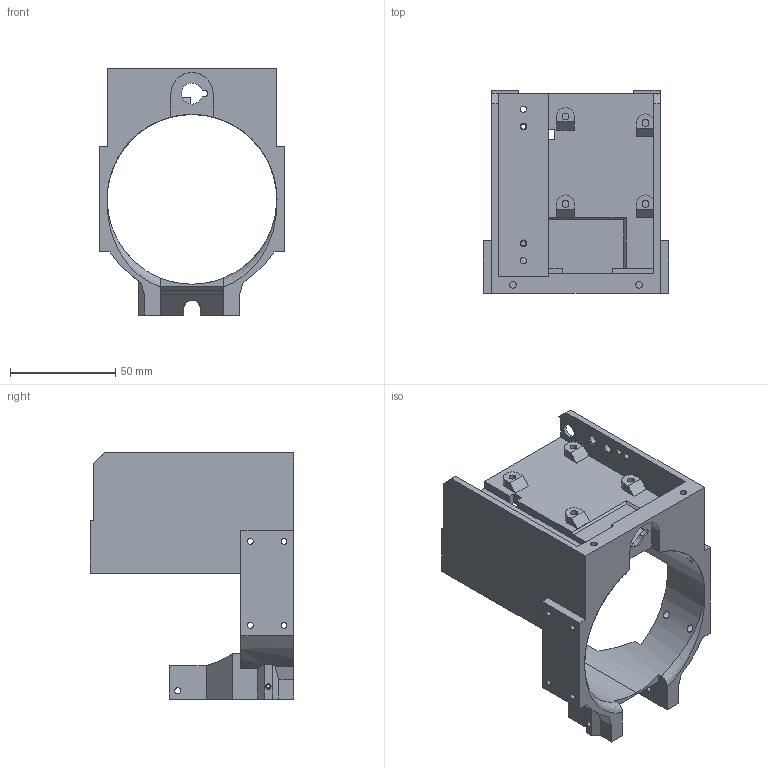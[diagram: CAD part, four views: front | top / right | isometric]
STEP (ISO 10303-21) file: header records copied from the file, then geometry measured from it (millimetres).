
FILE_DESCRIPTION(('FreeCAD Model'),'2;1');
FILE_NAME('Open CASCADE Shape Model','2022-04-21T14:42:27',(''),(''), 'Open CASCADE STEP processor 7.5','FreeCAD','Unknown');
FILE_SCHEMA(('AUTOMOTIVE_DESIGN { 1 0 10303 214 1 1 1 1 }'));
Length unit declared in the file: millimetre
Products named in the file (1): bottom_ring
Bounding box: 88 x 96.5 x 117 mm (x, y, z)
Volume: 146818 mm3; surface area: 55567 mm2
Topology: 1 solids, 1 shells, 253 faces, 674 edges, 442 vertices
Faces by surface type: plane 122, cylinder 121, cone 8, bspline 2
Entity records: 9558 total; most frequent: CARTESIAN_POINT 3018, DIRECTION 1360, ORIENTED_EDGE 1344, EDGE_CURVE 672, AXIS2_PLACEMENT_3D 482, VERTEX_POINT 442, LINE 396, VECTOR 396
